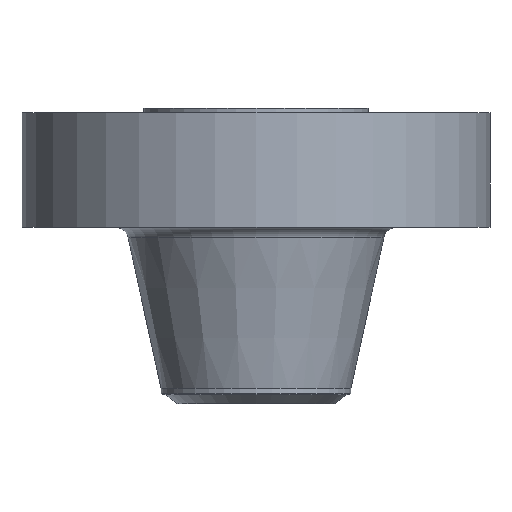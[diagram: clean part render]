
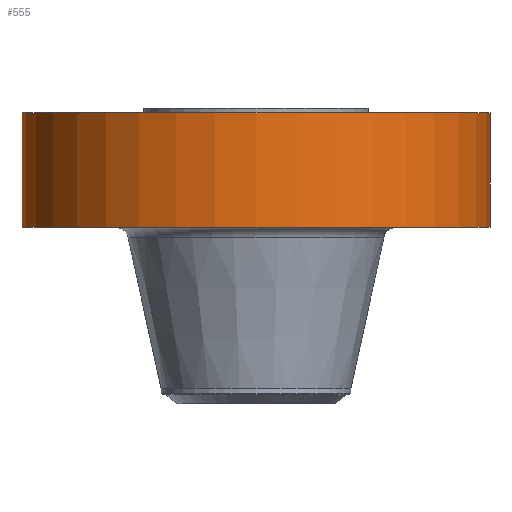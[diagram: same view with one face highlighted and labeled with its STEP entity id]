
A CAD part, front view. The second image highlights one B-rep face of the part: STEP entity #555.
In plain terms, the highlighted cylindrical face has radius 336.55 mm (diameter 673.1 mm), a partial arc.
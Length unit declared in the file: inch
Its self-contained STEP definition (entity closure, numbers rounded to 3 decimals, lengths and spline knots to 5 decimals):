
#29 = CARTESIAN_POINT ( 'NONE',  ( -13.25, 0., 0. ) ) ;
#50 = CARTESIAN_POINT ( 'NONE',  ( -13.25, 0., -6.75 ) ) ;
#57 = CARTESIAN_POINT ( 'NONE',  ( 13.25, 0., -0.25 ) ) ;
#81 = CARTESIAN_POINT ( 'NONE',  ( -13.25, 0., -0.25 ) ) ;
#152 = EDGE_CURVE ( 'NONE', #1419, #689, #1282, .T. ) ;
#156 = CIRCLE ( 'NONE', #710, 13.25 ) ;
#171 = DIRECTION ( 'NONE',  ( 1., 0., 0. ) ) ;
#196 = EDGE_LOOP ( 'NONE', ( #1468, #281, #1016, #612 ) ) ;
#281 = ORIENTED_EDGE ( 'NONE', *, *, #152, .T. ) ;
#301 = AXIS2_PLACEMENT_3D ( 'NONE', #1300, #505, #171 ) ;
#423 = VERTEX_POINT ( 'NONE', #57 ) ;
#505 = DIRECTION ( 'NONE',  ( 0., 0., 1. ) ) ;
#555 = ADVANCED_FACE ( 'NONE', ( #742 ), #1084, .T. ) ;
#612 = ORIENTED_EDGE ( 'NONE', *, *, #1426, .F. ) ;
#685 = CARTESIAN_POINT ( 'NONE',  ( 0., 0., -6.75 ) ) ;
#689 = VERTEX_POINT ( 'NONE', #1359 ) ;
#693 = DIRECTION ( 'NONE',  ( 0., 0., 1. ) ) ;
#710 = AXIS2_PLACEMENT_3D ( 'NONE', #948, #932, #960 ) ;
#742 = FACE_OUTER_BOUND ( 'NONE', #196, .T. ) ;
#804 = EDGE_CURVE ( 'NONE', #1419, #1498, #951, .T. ) ;
#836 = DIRECTION ( 'NONE',  ( 0., 0., 1. ) ) ;
#868 = EDGE_CURVE ( 'NONE', #689, #423, #1405, .T. ) ;
#912 = DIRECTION ( 'NONE',  ( 1., 0., 0. ) ) ;
#929 = DIRECTION ( 'NONE',  ( 0., 0., 1. ) ) ;
#932 = DIRECTION ( 'NONE',  ( 0., 0., 1. ) ) ;
#948 = CARTESIAN_POINT ( 'NONE',  ( 0., 0., -0.25 ) ) ;
#951 = LINE ( 'NONE', #29, #966 ) ;
#960 = DIRECTION ( 'NONE',  ( 1., 0., 0. ) ) ;
#966 = VECTOR ( 'NONE', #929, 39.37008 ) ;
#1016 = ORIENTED_EDGE ( 'NONE', *, *, #868, .T. ) ;
#1084 = CYLINDRICAL_SURFACE ( 'NONE', #301, 13.25 ) ;
#1178 = CARTESIAN_POINT ( 'NONE',  ( 13.25, 0., 0. ) ) ;
#1217 = VECTOR ( 'NONE', #836, 39.37008 ) ;
#1282 = CIRCLE ( 'NONE', #1440, 13.25 ) ;
#1300 = CARTESIAN_POINT ( 'NONE',  ( 0., 0., 0. ) ) ;
#1359 = CARTESIAN_POINT ( 'NONE',  ( 13.25, 0., -6.75 ) ) ;
#1405 = LINE ( 'NONE', #1178, #1217 ) ;
#1419 = VERTEX_POINT ( 'NONE', #50 ) ;
#1426 = EDGE_CURVE ( 'NONE', #1498, #423, #156, .T. ) ;
#1440 = AXIS2_PLACEMENT_3D ( 'NONE', #685, #693, #912 ) ;
#1468 = ORIENTED_EDGE ( 'NONE', *, *, #804, .F. ) ;
#1498 = VERTEX_POINT ( 'NONE', #81 ) ;
